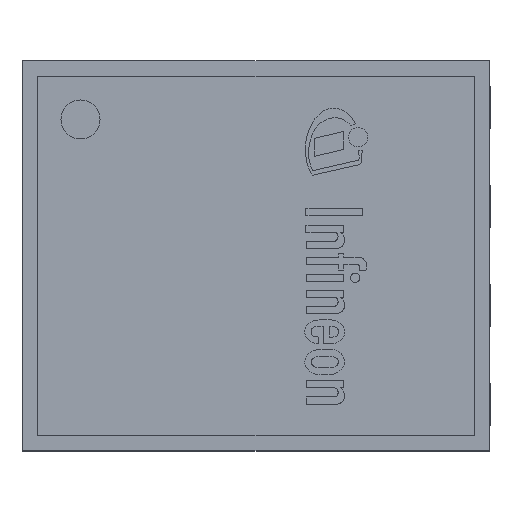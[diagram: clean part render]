
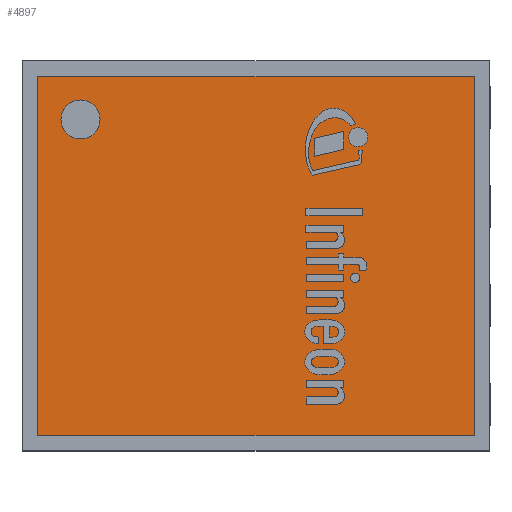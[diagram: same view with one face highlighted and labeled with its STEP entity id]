
A CAD part, top view. The second image highlights one B-rep face of the part: STEP entity #4897.
In plain terms, the highlighted planar face has unit normal (0, 0, 1).
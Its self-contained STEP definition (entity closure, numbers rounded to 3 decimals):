
#125=FACE_BOUND('',#688,.T.);
#134=PLANE('',#5214);
#399=FACE_OUTER_BOUND('',#687,.T.);
#687=EDGE_LOOP('',(#3496,#3497,#3498,#3499));
#688=EDGE_LOOP('',(#3500));
#978=LINE('',#6726,#1635);
#982=LINE('',#6733,#1639);
#985=LINE('',#6739,#1642);
#987=LINE('',#6742,#1644);
#1635=VECTOR('',#5502,1000.);
#1639=VECTOR('',#5508,1000.);
#1642=VECTOR('',#5513,1000.);
#1644=VECTOR('',#5517,1000.);
#2290=CIRCLE('',#5209,0.25);
#2302=VERTEX_POINT('',#6716);
#2305=VERTEX_POINT('',#6723);
#2306=VERTEX_POINT('',#6725);
#2308=VERTEX_POINT('',#6731);
#2310=VERTEX_POINT('',#6737);
#2773=EDGE_CURVE('',#2302,#2302,#2290,.T.);
#2776=EDGE_CURVE('',#2306,#2305,#978,.T.);
#2780=EDGE_CURVE('',#2305,#2308,#982,.T.);
#2783=EDGE_CURVE('',#2308,#2310,#985,.T.);
#2785=EDGE_CURVE('',#2310,#2306,#987,.T.);
#3496=ORIENTED_EDGE('',*,*,#2776,.T.);
#3497=ORIENTED_EDGE('',*,*,#2780,.T.);
#3498=ORIENTED_EDGE('',*,*,#2783,.T.);
#3499=ORIENTED_EDGE('',*,*,#2785,.T.);
#3500=ORIENTED_EDGE('',*,*,#2773,.F.);
#4897=ADVANCED_FACE('',(#399,#125),#134,.T.);
#5209=AXIS2_PLACEMENT_3D('',#6718,#5496,#5497);
#5214=AXIS2_PLACEMENT_3D('',#6743,#5518,#5519);
#5496=DIRECTION('center_axis',(0.,0.,1.));
#5497=DIRECTION('ref_axis',(0.,-1.,0.));
#5502=DIRECTION('',(1.,0.,0.));
#5508=DIRECTION('',(0.,1.,0.));
#5513=DIRECTION('',(-1.,0.,0.));
#5517=DIRECTION('',(0.,-1.,0.));
#5518=DIRECTION('center_axis',(0.,0.,1.));
#5519=DIRECTION('ref_axis',(0.,-1.,0.));
#6716=CARTESIAN_POINT('',(-2.25,2.,0.75));
#6718=CARTESIAN_POINT('Origin',(-2.25,1.75,0.75));
#6723=CARTESIAN_POINT('',(2.8,-2.3,0.75));
#6725=CARTESIAN_POINT('',(-2.8,-2.3,0.75));
#6726=CARTESIAN_POINT('',(2.8,-2.3,0.75));
#6731=CARTESIAN_POINT('',(2.8,2.3,0.75));
#6733=CARTESIAN_POINT('',(2.8,2.3,0.75));
#6737=CARTESIAN_POINT('',(-2.8,2.3,0.75));
#6739=CARTESIAN_POINT('',(2.8,2.3,0.75));
#6742=CARTESIAN_POINT('',(-2.8,2.3,0.75));
#6743=CARTESIAN_POINT('Origin',(0.,0.,0.75));
